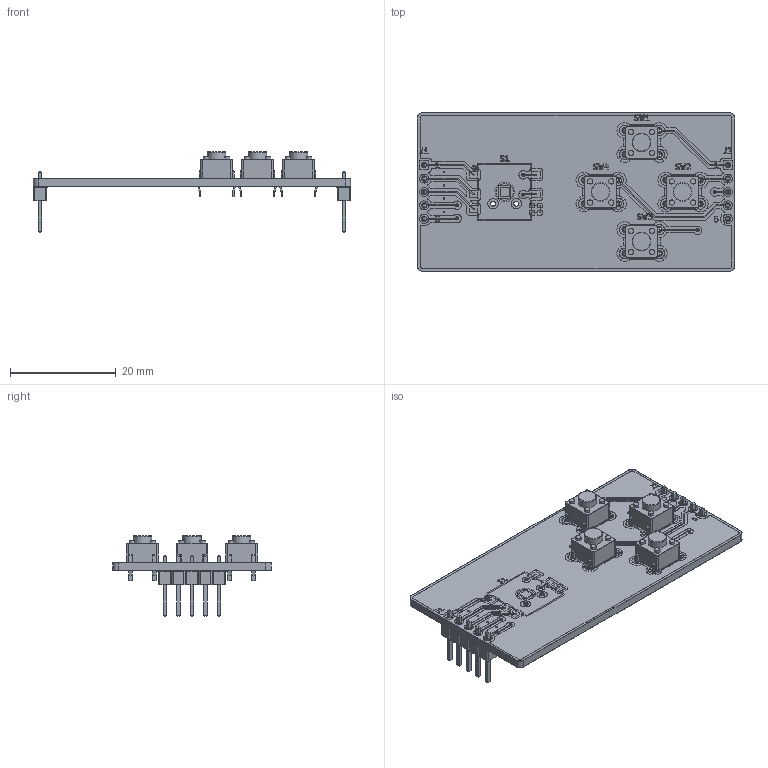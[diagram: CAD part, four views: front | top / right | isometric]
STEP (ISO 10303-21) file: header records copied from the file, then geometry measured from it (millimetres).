
FILE_DESCRIPTION(('KiCad electronic assembly'),'2;1');
FILE_NAME('MiniArcade_Controller.step','2025-11-18T14:09:21',('Pcbnew'), ('Kicad'),'Open CASCADE STEP processor 7.9','KiCad to STEP converter', 'Unknown');
FILE_SCHEMA(('AUTOMOTIVE_DESIGN { 1 0 10303 214 1 1 1 1 }'));
Length unit declared in the file: millimetre
Products named in the file (11): MiniArcade_Controller 1; SW_PUSH_6mm_H5mm; PinHeader_1x05_P2.54mm_Vertical; MiniArcade_Controller_copper; MiniArcade_Controller_pad; MiniArcade_Controller_via; MiniArcade_Controller_silkscreen; MiniArcade_Controller_soldermask; MiniArcade_Controller_PCB
Assembly tree (14 placements, depth 2):
  MiniArcade_Controller 1
    SW_PUSH_6mm_H5mm  x4
    PinHeader_1x05_P2.54mm_Vertical  x2
    MiniArcade_Controller_copper
    MiniArcade_Controller_pad
    MiniArcade_Controller_via
    MiniArcade_Controller_silkscreen
    MiniArcade_Controller_silkscreen
    MiniArcade_Controller_soldermask
    MiniArcade_Controller_soldermask
    MiniArcade_Controller_PCB
Bounding box: 60 x 30 x 15.22 mm (x, y, z)
Volume: 3581.1 mm3; surface area: 15292.6 mm2
Topology: 123 solids, 176 shells, 2637 faces, 7481 edges, 5183 vertices
Faces by surface type: plane 1929, cylinder 704, torus 4
Full cylindrical faces by diameter (mm): 0.25 x10, 0.275 x20, 0.3 x20, 0.95 x30, 1 x36, 1.05 x48, 1.1 x32, 1.7 x16, 1.957 x2, 2 x32, 3.01 x8, 3.5 x4
Entity records: 76020 total; most frequent: CARTESIAN_POINT 13029, DIRECTION 12176, ORIENTED_EDGE 11973, EDGE_CURVE 6354, LINE 4958, VECTOR 4958, VERTEX_POINT 4462, AXIS2_PLACEMENT_3D 3609
